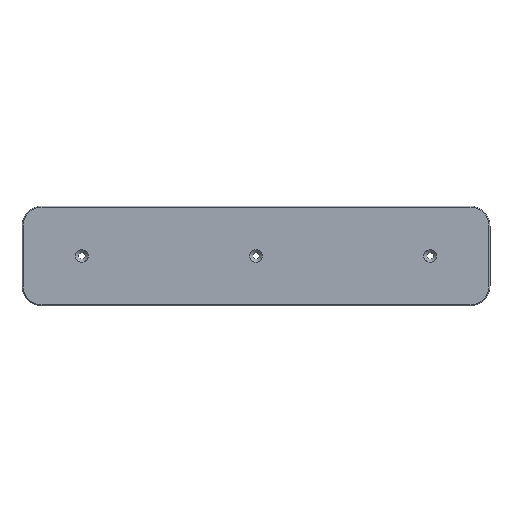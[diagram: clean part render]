
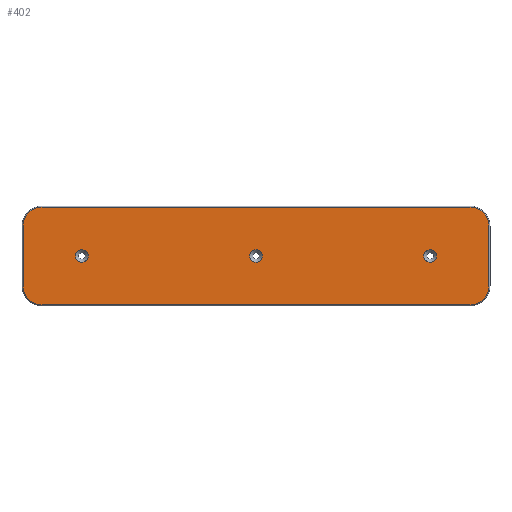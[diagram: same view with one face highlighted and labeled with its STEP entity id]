
A CAD part, top view. The second image highlights one B-rep face of the part: STEP entity #402.
In plain terms, the highlighted planar face has unit normal (0, 0, 1).
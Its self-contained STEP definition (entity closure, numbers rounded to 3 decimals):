
#19=FACE_BOUND('',#79,.T.);
#20=FACE_BOUND('',#80,.T.);
#21=FACE_BOUND('',#81,.T.);
#38=PLANE('',#451);
#54=FACE_OUTER_BOUND('',#78,.T.);
#78=EDGE_LOOP('',(#321,#322,#323,#324,#325,#326,#327,#328));
#79=EDGE_LOOP('',(#329));
#80=EDGE_LOOP('',(#330));
#81=EDGE_LOOP('',(#331));
#97=CIRCLE('',#431,9.5);
#99=CIRCLE('',#435,9.5);
#101=CIRCLE('',#439,9.5);
#103=CIRCLE('',#443,9.5);
#106=CIRCLE('',#452,3.15);
#107=CIRCLE('',#453,3.15);
#108=CIRCLE('',#454,3.15);
#121=LINE('',#621,#155);
#125=LINE('',#633,#159);
#129=LINE('',#645,#163);
#132=LINE('',#654,#166);
#155=VECTOR('',#491,10.);
#159=VECTOR('',#503,10.);
#163=VECTOR('',#515,10.);
#166=VECTOR('',#526,10.);
#185=VERTEX_POINT('',#608);
#188=VERTEX_POINT('',#613);
#189=VERTEX_POINT('',#617);
#191=VERTEX_POINT('',#623);
#193=VERTEX_POINT('',#629);
#195=VERTEX_POINT('',#635);
#197=VERTEX_POINT('',#641);
#199=VERTEX_POINT('',#647);
#206=VERTEX_POINT('',#674);
#207=VERTEX_POINT('',#676);
#208=VERTEX_POINT('',#678);
#221=EDGE_CURVE('',#188,#185,#97,.T.);
#224=EDGE_CURVE('',#185,#189,#121,.T.);
#227=EDGE_CURVE('',#189,#191,#99,.T.);
#230=EDGE_CURVE('',#191,#193,#125,.T.);
#233=EDGE_CURVE('',#193,#195,#101,.T.);
#236=EDGE_CURVE('',#195,#197,#129,.T.);
#239=EDGE_CURVE('',#197,#199,#103,.T.);
#241=EDGE_CURVE('',#199,#188,#132,.T.);
#251=EDGE_CURVE('',#206,#206,#106,.T.);
#252=EDGE_CURVE('',#207,#207,#107,.T.);
#253=EDGE_CURVE('',#208,#208,#108,.T.);
#321=ORIENTED_EDGE('',*,*,#221,.F.);
#322=ORIENTED_EDGE('',*,*,#241,.F.);
#323=ORIENTED_EDGE('',*,*,#239,.F.);
#324=ORIENTED_EDGE('',*,*,#236,.F.);
#325=ORIENTED_EDGE('',*,*,#233,.F.);
#326=ORIENTED_EDGE('',*,*,#230,.F.);
#327=ORIENTED_EDGE('',*,*,#227,.F.);
#328=ORIENTED_EDGE('',*,*,#224,.F.);
#329=ORIENTED_EDGE('',*,*,#251,.T.);
#330=ORIENTED_EDGE('',*,*,#252,.T.);
#331=ORIENTED_EDGE('',*,*,#253,.T.);
#402=ADVANCED_FACE('',(#54,#19,#20,#21),#38,.T.);
#431=AXIS2_PLACEMENT_3D('',#615,#485,#486);
#435=AXIS2_PLACEMENT_3D('',#627,#497,#498);
#439=AXIS2_PLACEMENT_3D('',#639,#509,#510);
#443=AXIS2_PLACEMENT_3D('',#651,#521,#522);
#451=AXIS2_PLACEMENT_3D('',#673,#546,#547);
#452=AXIS2_PLACEMENT_3D('',#675,#548,#549);
#453=AXIS2_PLACEMENT_3D('',#677,#550,#551);
#454=AXIS2_PLACEMENT_3D('',#679,#552,#553);
#485=DIRECTION('center_axis',(0.,0.,-1.));
#486=DIRECTION('ref_axis',(-0.707,0.707,0.));
#491=DIRECTION('',(1.,0.,0.));
#497=DIRECTION('center_axis',(0.,0.,-1.));
#498=DIRECTION('ref_axis',(0.707,0.707,0.));
#503=DIRECTION('',(0.,-1.,0.));
#509=DIRECTION('center_axis',(0.,0.,-1.));
#510=DIRECTION('ref_axis',(0.707,-0.707,0.));
#515=DIRECTION('',(-1.,0.,0.));
#521=DIRECTION('center_axis',(0.,0.,-1.));
#522=DIRECTION('ref_axis',(-0.707,-0.707,0.));
#526=DIRECTION('',(0.,1.,0.));
#546=DIRECTION('center_axis',(0.,0.,1.));
#547=DIRECTION('ref_axis',(-1.,0.,0.));
#548=DIRECTION('center_axis',(0.,0.,-1.));
#549=DIRECTION('ref_axis',(1.,0.,0.));
#550=DIRECTION('center_axis',(0.,0.,-1.));
#551=DIRECTION('ref_axis',(1.,0.,0.));
#552=DIRECTION('center_axis',(0.,0.,-1.));
#553=DIRECTION('ref_axis',(1.,0.,0.));
#608=CARTESIAN_POINT('',(35.875,-37.125,-10.1));
#613=CARTESIAN_POINT('',(26.375,-46.625,-10.1));
#615=CARTESIAN_POINT('Origin',(35.875,-46.625,-10.1));
#617=CARTESIAN_POINT('',(249.6,-37.125,-10.1));
#621=CARTESIAN_POINT('',(84.256,-37.125,-10.1));
#623=CARTESIAN_POINT('',(259.1,-46.625,-10.1));
#627=CARTESIAN_POINT('Origin',(249.6,-46.625,-10.1));
#629=CARTESIAN_POINT('',(259.1,-76.438,-10.1));
#633=CARTESIAN_POINT('',(259.1,-49.028,-10.1));
#635=CARTESIAN_POINT('',(249.6,-85.938,-10.1));
#639=CARTESIAN_POINT('Origin',(249.6,-76.438,-10.1));
#641=CARTESIAN_POINT('',(35.875,-85.938,-10.1));
#645=CARTESIAN_POINT('',(201.219,-85.938,-10.1));
#647=CARTESIAN_POINT('',(26.375,-76.438,-10.1));
#651=CARTESIAN_POINT('Origin',(35.875,-76.438,-10.1));
#654=CARTESIAN_POINT('',(26.375,-74.034,-10.1));
#673=CARTESIAN_POINT('Origin',(142.738,-61.531,-10.1));
#674=CARTESIAN_POINT('',(139.588,-61.531,-10.1));
#675=CARTESIAN_POINT('Origin',(142.738,-61.531,-10.1));
#676=CARTESIAN_POINT('',(52.625,-61.531,-10.1));
#677=CARTESIAN_POINT('Origin',(55.775,-61.531,-10.1));
#678=CARTESIAN_POINT('',(226.55,-61.531,-10.1));
#679=CARTESIAN_POINT('Origin',(229.7,-61.531,-10.1));
